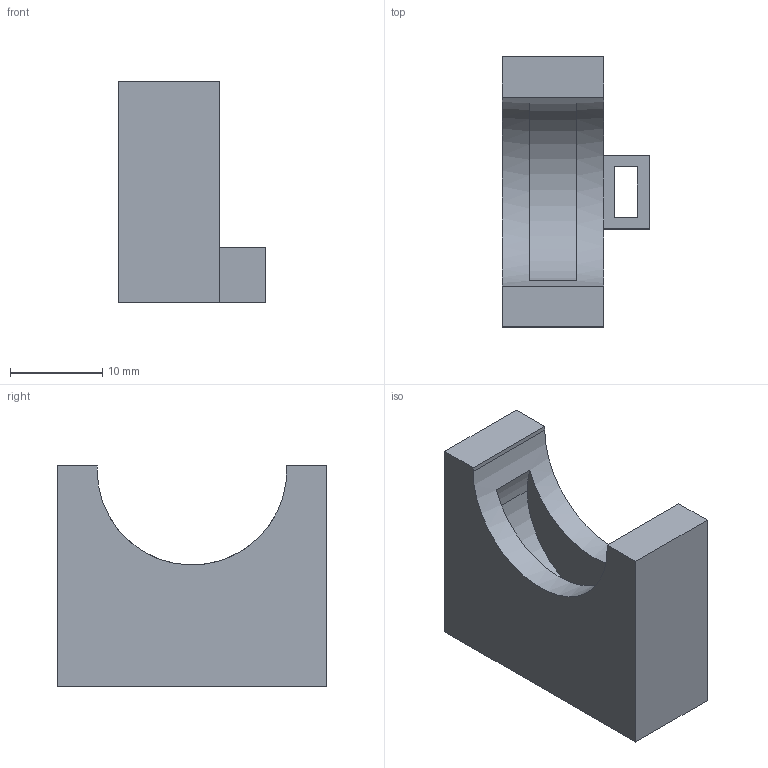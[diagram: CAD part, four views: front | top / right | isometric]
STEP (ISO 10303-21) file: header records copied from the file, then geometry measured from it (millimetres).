
FILE_DESCRIPTION(('FreeCAD Model'),'2;1');
FILE_NAME('Open CASCADE Shape Model','2024-10-02T17:19:32',('Author'),( ''),'Open CASCADE STEP processor 7.6','FreeCAD','Unknown');
FILE_SCHEMA(('AUTOMOTIVE_DESIGN { 1 0 10303 214 1 1 1 1 }'));
Length unit declared in the file: millimetre
Products named in the file (1): Body
Bounding box: 16 x 29.3 x 24 mm (x, y, z)
Volume: 5103.8 mm3; surface area: 3010.8 mm2
Topology: 1 solids, 1 shells, 26 faces, 67 edges, 44 vertices
Faces by surface type: plane 19, cylinder 7
Full cylindrical faces by diameter (mm): 3.2 x2, 6 x1
Entity records: 926 total; most frequent: CARTESIAN_POINT 246, ORIENTED_EDGE 134, DIRECTION 133, EDGE_CURVE 67, LINE 49, VECTOR 49, VERTEX_POINT 44, AXIS2_PLACEMENT_3D 42
